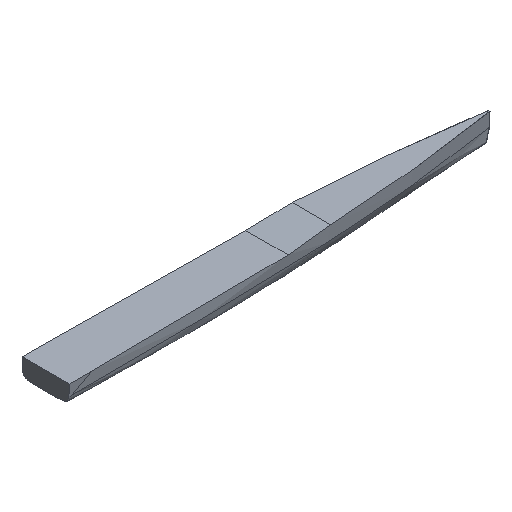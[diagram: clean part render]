
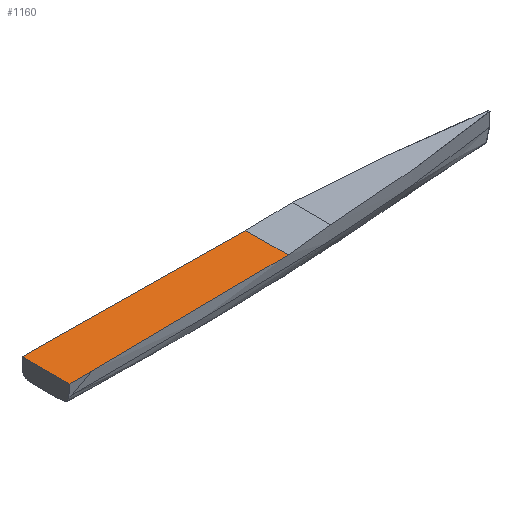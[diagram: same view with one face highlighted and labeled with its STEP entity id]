
A CAD part, isometric view. The second image highlights one B-rep face of the part: STEP entity #1160.
In plain terms, the highlighted planar face has unit normal (0, 0, 1).
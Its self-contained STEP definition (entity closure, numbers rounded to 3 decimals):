
#55 = EDGE_CURVE ( 'NONE', #1257, #3388, #1818, .T. ) ;
#84 = CARTESIAN_POINT ( 'NONE',  ( -2158.281, -315.431, 334.936 ) ) ;
#126 = CARTESIAN_POINT ( 'NONE',  ( -159.74, -288.745, 334.936 ) ) ;
#231 = CARTESIAN_POINT ( 'NONE',  ( -159.74, 290.449, 334.936 ) ) ;
#295 = ORIENTED_EDGE ( 'NONE', *, *, #55, .F. ) ;
#358 = EDGE_CURVE ( 'NONE', #4094, #1257, #4532, .T. ) ;
#418 = CARTESIAN_POINT ( 'NONE',  ( -2986.985, 320.198, 334.936 ) ) ;
#524 = B_SPLINE_CURVE_WITH_KNOTS ( 'NONE', 3,
 ( #3421, #978, #2082, #1985, #4132, #1718, #3766, #4449, #4474, #1002, #4424, #3815, #3469, #2738, #2059, #3741, #231, #1026, #628 ),
 .UNSPECIFIED., .F., .F.,
 ( 4, 1, 1, 1, 1, 1, 1, 1, 1, 1, 1, 1, 1, 1, 1, 1, 4 ),
 ( 314.217, 472.33, 592.594, 709.907, 827.192, 947.39, 1067.585, 1184.835, 1302.07, 1409.037, 1645.183, 1881.436, 2119.151, 2391.824, 2628.408, 2865.03, 2988.35 ),
 .UNSPECIFIED. ) ;
#599 = ORIENTED_EDGE ( 'NONE', *, *, #2572, .T. ) ;
#606 = CARTESIAN_POINT ( 'NONE',  ( -2986.985, 0.852, 334.936 ) ) ;
#628 = CARTESIAN_POINT ( 'NONE',  ( 1.015, 285.516, 334.936 ) ) ;
#651 = CARTESIAN_POINT ( 'NONE',  ( -2672.693, 319.303, 334.936 ) ) ;
#666 = EDGE_LOOP ( 'NONE', ( #3707, #1707, #599, #2777, #295, #1657 ) ) ;
#671 = VECTOR ( 'NONE', #2399, 1000. ) ;
#678 = CARTESIAN_POINT ( 'NONE',  ( -2672.693, -317.599, 334.936 ) ) ;
#688 = DIRECTION ( 'NONE',  ( 0., -1., 0. ) ) ;
#840 = CARTESIAN_POINT ( 'NONE',  ( 1.015, -283.812, 334.936 ) ) ;
#857 = CARTESIAN_POINT ( 'NONE',  ( -2672.693, -317.599, 334.936 ) ) ;
#978 = CARTESIAN_POINT ( 'NONE',  ( -2619.852, 319.128, 334.936 ) ) ;
#1002 = CARTESIAN_POINT ( 'NONE',  ( -1688.996, 314.125, 334.936 ) ) ;
#1026 = CARTESIAN_POINT ( 'NONE',  ( -40.009, 286.827, 334.936 ) ) ;
#1160 = ADVANCED_FACE ( 'NONE', ( #2379 ), #3745, .T. ) ;
#1161 = CARTESIAN_POINT ( 'NONE',  ( -1534.976, -311.175, 334.936 ) ) ;
#1184 = CARTESIAN_POINT ( 'NONE',  ( -855.27, -303.309, 334.936 ) ) ;
#1206 = CARTESIAN_POINT ( 'NONE',  ( -1688.996, -312.421, 334.936 ) ) ;
#1257 = VERTEX_POINT ( 'NONE', #2742 ) ;
#1290 = LINE ( 'NONE', #606, #671 ) ;
#1315 = CARTESIAN_POINT ( 'NONE',  ( -2986.985, -318.494, 334.936 ) ) ;
#1339 = CARTESIAN_POINT ( 'NONE',  ( -2882.964, -318.245, 334.936 ) ) ;
#1389 = B_SPLINE_CURVE_WITH_KNOTS ( 'NONE', 3,
 ( #678, #3061, #1339, #1315 ),
 .UNSPECIFIED., .F., .F.,
 ( 4, 4 ),
 ( 3.142, 317.359 ),
 .UNSPECIFIED. ) ;
#1437 = CARTESIAN_POINT ( 'NONE',  ( 1.015, 285.516, 334.936 ) ) ;
#1657 = ORIENTED_EDGE ( 'NONE', *, *, #358, .F. ) ;
#1707 = ORIENTED_EDGE ( 'NONE', *, *, #1982, .F. ) ;
#1716 = CARTESIAN_POINT ( 'NONE',  ( -2986.985, 320.198, 334.936 ) ) ;
#1718 = CARTESIAN_POINT ( 'NONE',  ( -2158.281, 317.135, 334.936 ) ) ;
#1786 = CARTESIAN_POINT ( 'NONE',  ( -2882.964, 319.949, 334.936 ) ) ;
#1818 = B_SPLINE_CURVE_WITH_KNOTS ( 'NONE', 3,
 ( #840, #2972, #126, #1924, #3292, #1184, #2904, #2538, #1161, #1206, #3588, #2602, #4315, #84, #2558, #4294, #3955, #3610, #2199 ),
 .UNSPECIFIED., .F., .F.,
 ( 4, 1, 1, 1, 1, 1, 1, 1, 1, 1, 1, 1, 1, 1, 1, 1, 4 ),
 ( 3061.526, 3184.846, 3421.468, 3658.053, 3930.725, 4168.44, 4404.693, 4640.839, 4747.807, 4865.042, 4982.291, 5102.486, 5222.684, 5339.97, 5457.283, 5577.547, 5735.66 ),
 .UNSPECIFIED. ) ;
#1924 = CARTESIAN_POINT ( 'NONE',  ( -358.816, -293.888, 334.936 ) ) ;
#1982 = EDGE_CURVE ( 'NONE', #2413, #3299, #3609, .T. ) ;
#1985 = CARTESIAN_POINT ( 'NONE',  ( -2395.96, 318.263, 334.936 ) ) ;
#2059 = CARTESIAN_POINT ( 'NONE',  ( -607.613, 300.824, 334.936 ) ) ;
#2082 = CARTESIAN_POINT ( 'NONE',  ( -2526.93, 318.796, 334.936 ) ) ;
#2199 = CARTESIAN_POINT ( 'NONE',  ( -2672.693, -317.599, 334.936 ) ) ;
#2379 = FACE_OUTER_BOUND ( 'NONE', #666, .T. ) ;
#2399 = DIRECTION ( 'NONE',  ( 0., -1., 0. ) ) ;
#2413 = VERTEX_POINT ( 'NONE', #418 ) ;
#2460 = EDGE_CURVE ( 'NONE', #3388, #3781, #1389, .T. ) ;
#2495 = EDGE_CURVE ( 'NONE', #3299, #4094, #524, .T. ) ;
#2538 = CARTESIAN_POINT ( 'NONE',  ( -1342.407, -309.39, 334.936 ) ) ;
#2558 = CARTESIAN_POINT ( 'NONE',  ( -2277.051, -316.024, 334.936 ) ) ;
#2569 = VECTOR ( 'NONE', #688, 1000. ) ;
#2572 = EDGE_CURVE ( 'NONE', #2413, #3781, #1290, .T. ) ;
#2602 = CARTESIAN_POINT ( 'NONE',  ( -1921.101, -314.055, 334.936 ) ) ;
#2738 = CARTESIAN_POINT ( 'NONE',  ( -855.27, 305.013, 334.936 ) ) ;
#2742 = CARTESIAN_POINT ( 'NONE',  ( 1.015, -283.812, 334.936 ) ) ;
#2777 = ORIENTED_EDGE ( 'NONE', *, *, #2460, .F. ) ;
#2904 = CARTESIAN_POINT ( 'NONE',  ( -1105.626, -306.733, 334.936 ) ) ;
#2972 = CARTESIAN_POINT ( 'NONE',  ( -40.009, -285.123, 334.936 ) ) ;
#3061 = CARTESIAN_POINT ( 'NONE',  ( -2777.704, -317.948, 334.936 ) ) ;
#3088 = CARTESIAN_POINT ( 'NONE',  ( 37.532, 284.331, 334.936 ) ) ;
#3112 = DIRECTION ( 'NONE',  ( 1., 0., 0. ) ) ;
#3292 = CARTESIAN_POINT ( 'NONE',  ( -607.613, -299.121, 334.936 ) ) ;
#3299 = VERTEX_POINT ( 'NONE', #3545 ) ;
#3388 = VERTEX_POINT ( 'NONE', #857 ) ;
#3421 = CARTESIAN_POINT ( 'NONE',  ( -2672.693, 319.303, 334.936 ) ) ;
#3469 = CARTESIAN_POINT ( 'NONE',  ( -1105.626, 308.436, 334.936 ) ) ;
#3545 = CARTESIAN_POINT ( 'NONE',  ( -2672.693, 319.303, 334.936 ) ) ;
#3588 = CARTESIAN_POINT ( 'NONE',  ( -1801.781, -313.254, 334.936 ) ) ;
#3609 = B_SPLINE_CURVE_WITH_KNOTS ( 'NONE', 3,
 ( #1716, #1786, #4155, #651 ),
 .UNSPECIFIED., .F., .F.,
 ( 4, 4 ),
 ( 0., 314.217 ),
 .UNSPECIFIED. ) ;
#3610 = CARTESIAN_POINT ( 'NONE',  ( -2619.852, -317.424, 334.936 ) ) ;
#3707 = ORIENTED_EDGE ( 'NONE', *, *, #2495, .F. ) ;
#3741 = CARTESIAN_POINT ( 'NONE',  ( -358.816, 295.591, 334.936 ) ) ;
#3745 = PLANE ( 'NONE',  #4249 ) ;
#3766 = CARTESIAN_POINT ( 'NONE',  ( -2039.122, 316.477, 334.936 ) ) ;
#3781 = VERTEX_POINT ( 'NONE', #4515 ) ;
#3815 = CARTESIAN_POINT ( 'NONE',  ( -1342.407, 311.094, 334.936 ) ) ;
#3955 = CARTESIAN_POINT ( 'NONE',  ( -2526.93, -317.092, 334.936 ) ) ;
#4094 = VERTEX_POINT ( 'NONE', #1437 ) ;
#4132 = CARTESIAN_POINT ( 'NONE',  ( -2277.051, 317.727, 334.936 ) ) ;
#4155 = CARTESIAN_POINT ( 'NONE',  ( -2777.704, 319.652, 334.936 ) ) ;
#4168 = CARTESIAN_POINT ( 'NONE',  ( 1.015, 0., 334.936 ) ) ;
#4249 = AXIS2_PLACEMENT_3D ( 'NONE', #3088, #4500, #3112 ) ;
#4294 = CARTESIAN_POINT ( 'NONE',  ( -2395.96, -316.56, 334.936 ) ) ;
#4315 = CARTESIAN_POINT ( 'NONE',  ( -2039.122, -314.773, 334.936 ) ) ;
#4424 = CARTESIAN_POINT ( 'NONE',  ( -1534.976, 312.879, 334.936 ) ) ;
#4449 = CARTESIAN_POINT ( 'NONE',  ( -1921.101, 315.759, 334.936 ) ) ;
#4474 = CARTESIAN_POINT ( 'NONE',  ( -1801.781, 314.958, 334.936 ) ) ;
#4500 = DIRECTION ( 'NONE',  ( 0., 0., 1. ) ) ;
#4515 = CARTESIAN_POINT ( 'NONE',  ( -2986.985, -318.494, 334.936 ) ) ;
#4532 = LINE ( 'NONE', #4168, #2569 ) ;
